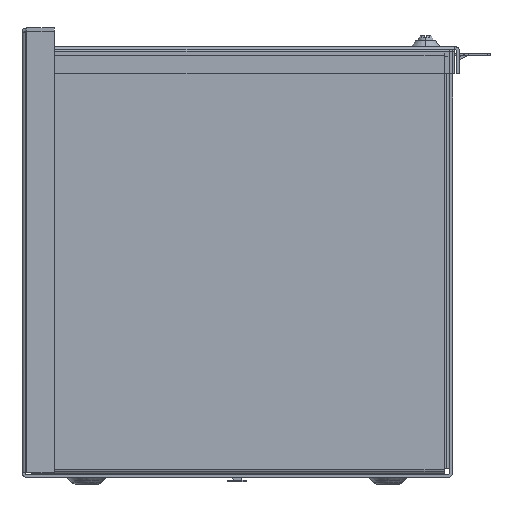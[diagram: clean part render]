
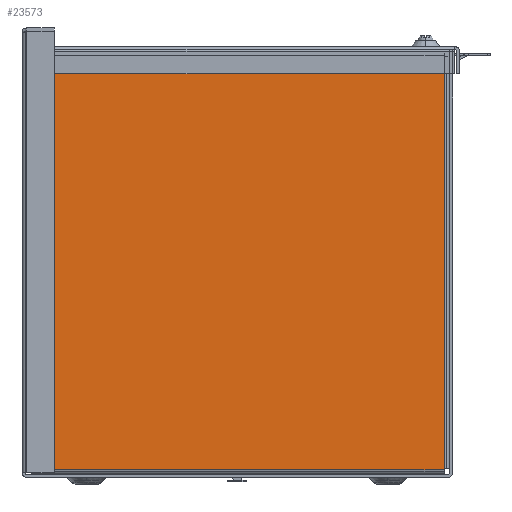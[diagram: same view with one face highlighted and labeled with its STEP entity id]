
A CAD part, left-side view. The second image highlights one B-rep face of the part: STEP entity #23573.
In plain terms, the highlighted planar face has unit normal (-1, 0, 0).
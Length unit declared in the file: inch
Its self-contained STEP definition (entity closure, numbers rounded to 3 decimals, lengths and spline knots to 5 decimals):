
#127 = FACE_OUTER_BOUND ( 'NONE', #30384, .T. ) ;
#268 = VECTOR ( 'NONE', #20956, 39.37008 ) ;
#627 = EDGE_CURVE ( 'NONE', #10033, #15590, #13980, .T. ) ;
#779 = EDGE_CURVE ( 'NONE', #31560, #10033, #25112, .T. ) ;
#817 = VECTOR ( 'NONE', #4825, 39.37008 ) ;
#1751 = LINE ( 'NONE', #30313, #2518 ) ;
#1843 = CARTESIAN_POINT ( 'NONE',  ( -24., -4.928, 0.197 ) ) ;
#2414 = CARTESIAN_POINT ( 'NONE',  ( -24., 4.8, 9.783 ) ) ;
#2518 = VECTOR ( 'NONE', #9561, 39.37008 ) ;
#2597 = ORIENTED_EDGE ( 'NONE', *, *, #27077, .T. ) ;
#2856 = CARTESIAN_POINT ( 'NONE',  ( -24., 4.783, 0.18 ) ) ;
#3293 = LINE ( 'NONE', #3641, #22005 ) ;
#3446 = CARTESIAN_POINT ( 'NONE',  ( -24., 4.8, 0.197 ) ) ;
#3508 = VERTEX_POINT ( 'NONE', #10764 ) ;
#3641 = CARTESIAN_POINT ( 'NONE',  ( -24., -4.803, 0.197 ) ) ;
#3987 = CARTESIAN_POINT ( 'NONE',  ( -24., 4.783, 9.783 ) ) ;
#4465 = DIRECTION ( 'NONE',  ( 0., 1., 0. ) ) ;
#4588 = ORIENTED_EDGE ( 'NONE', *, *, #28934, .T. ) ;
#4825 = DIRECTION ( 'NONE',  ( 0., 0., 1. ) ) ;
#4919 = ORIENTED_EDGE ( 'NONE', *, *, #23446, .T. ) ;
#5075 = CARTESIAN_POINT ( 'NONE',  ( -24., 4.783, 0.197 ) ) ;
#5576 = DIRECTION ( 'NONE',  ( 0., -1., 0. ) ) ;
#5978 = EDGE_CURVE ( 'NONE', #3508, #31560, #24600, .T. ) ;
#6285 = CARTESIAN_POINT ( 'NONE',  ( -24., 4.908, 0.18 ) ) ;
#6305 = EDGE_CURVE ( 'NONE', #14431, #16078, #26718, .T. ) ;
#7092 = LINE ( 'NONE', #1843, #24148 ) ;
#7368 = LINE ( 'NONE', #27488, #9689 ) ;
#8334 = VECTOR ( 'NONE', #5576, 39.37008 ) ;
#8852 = VECTOR ( 'NONE', #22051, 39.37008 ) ;
#8892 = DIRECTION ( 'NONE',  ( 0., 0., -1. ) ) ;
#8988 = LINE ( 'NONE', #24360, #12946 ) ;
#9369 = CARTESIAN_POINT ( 'NONE',  ( -24., 4.908, 9.8 ) ) ;
#9470 = ORIENTED_EDGE ( 'NONE', *, *, #32768, .T. ) ;
#9561 = DIRECTION ( 'NONE',  ( 0., 0., 1. ) ) ;
#9689 = VECTOR ( 'NONE', #4465, 39.37008 ) ;
#9789 = VERTEX_POINT ( 'NONE', #18739 ) ;
#10033 = VERTEX_POINT ( 'NONE', #24599 ) ;
#10093 = EDGE_CURVE ( 'NONE', #22332, #9789, #1751, .T. ) ;
#10764 = CARTESIAN_POINT ( 'NONE',  ( -24., -4.803, 9.8 ) ) ;
#11209 = ORIENTED_EDGE ( 'NONE', *, *, #25372, .T. ) ;
#11254 = CARTESIAN_POINT ( 'NONE',  ( -24., -4.82, 0.197 ) ) ;
#11802 = DIRECTION ( 'NONE',  ( 0., 0., -1. ) ) ;
#12647 = VECTOR ( 'NONE', #19433, 39.37008 ) ;
#12655 = VERTEX_POINT ( 'NONE', #3446 ) ;
#12837 = CARTESIAN_POINT ( 'NONE',  ( -24., -4.803, 9.783 ) ) ;
#12946 = VECTOR ( 'NONE', #18624, 39.37008 ) ;
#13348 = DIRECTION ( 'NONE',  ( -1., 0., 0. ) ) ;
#13980 = LINE ( 'NONE', #24280, #268 ) ;
#14344 = VECTOR ( 'NONE', #11802, 39.37008 ) ;
#14431 = VERTEX_POINT ( 'NONE', #2856 ) ;
#15269 = EDGE_CURVE ( 'NONE', #20851, #3508, #23398, .T. ) ;
#15590 = VERTEX_POINT ( 'NONE', #2414 ) ;
#15861 = DIRECTION ( 'NONE',  ( 0., 0., -1. ) ) ;
#15895 = LINE ( 'NONE', #5075, #8334 ) ;
#15907 = ORIENTED_EDGE ( 'NONE', *, *, #15269, .T. ) ;
#16031 = CARTESIAN_POINT ( 'NONE',  ( -24., -4.803, 0.18 ) ) ;
#16078 = VERTEX_POINT ( 'NONE', #16031 ) ;
#16475 = DIRECTION ( 'NONE',  ( 0., 0., 1. ) ) ;
#16707 = ORIENTED_EDGE ( 'NONE', *, *, #627, .T. ) ;
#17371 = VERTEX_POINT ( 'NONE', #23341 ) ;
#17991 = CARTESIAN_POINT ( 'NONE',  ( -24., -4.803, 9.908 ) ) ;
#18086 = VECTOR ( 'NONE', #8892, 39.37008 ) ;
#18624 = DIRECTION ( 'NONE',  ( 0., 0., -1. ) ) ;
#18739 = CARTESIAN_POINT ( 'NONE',  ( -24., -4.82, 9.783 ) ) ;
#19433 = DIRECTION ( 'NONE',  ( 0., -1., 0. ) ) ;
#20434 = PLANE ( 'NONE',  #33255 ) ;
#20851 = VERTEX_POINT ( 'NONE', #12837 ) ;
#20956 = DIRECTION ( 'NONE',  ( 0., 1., 0. ) ) ;
#21527 = ORIENTED_EDGE ( 'NONE', *, *, #5978, .T. ) ;
#21586 = ORIENTED_EDGE ( 'NONE', *, *, #30428, .T. ) ;
#22005 = VECTOR ( 'NONE', #16475, 39.37008 ) ;
#22051 = DIRECTION ( 'NONE',  ( 0., 1., 0. ) ) ;
#22332 = VERTEX_POINT ( 'NONE', #11254 ) ;
#23341 = CARTESIAN_POINT ( 'NONE',  ( -24., 4.783, 0.197 ) ) ;
#23381 = CARTESIAN_POINT ( 'NONE',  ( -24., 4.783, 9.8 ) ) ;
#23398 = LINE ( 'NONE', #17991, #817 ) ;
#23446 = EDGE_CURVE ( 'NONE', #33092, #22332, #7092, .T. ) ;
#23573 = ADVANCED_FACE ( 'NONE', ( #127 ), #20434, .T. ) ;
#24148 = VECTOR ( 'NONE', #30238, 39.37008 ) ;
#24280 = CARTESIAN_POINT ( 'NONE',  ( -24., 4.908, 9.783 ) ) ;
#24360 = CARTESIAN_POINT ( 'NONE',  ( -24., 4.783, 0.072 ) ) ;
#24599 = CARTESIAN_POINT ( 'NONE',  ( -24., 4.783, 9.783 ) ) ;
#24600 = LINE ( 'NONE', #9369, #8852 ) ;
#24650 = LINE ( 'NONE', #29558, #14344 ) ;
#25112 = LINE ( 'NONE', #3987, #18086 ) ;
#25372 = EDGE_CURVE ( 'NONE', #16078, #33092, #3293, .T. ) ;
#26718 = LINE ( 'NONE', #6285, #12647 ) ;
#27077 = EDGE_CURVE ( 'NONE', #9789, #20851, #7368, .T. ) ;
#27221 = ORIENTED_EDGE ( 'NONE', *, *, #779, .T. ) ;
#27488 = CARTESIAN_POINT ( 'NONE',  ( -24., -4.803, 9.783 ) ) ;
#28934 = EDGE_CURVE ( 'NONE', #17371, #14431, #8988, .T. ) ;
#29558 = CARTESIAN_POINT ( 'NONE',  ( -24., 4.8, 9.908 ) ) ;
#29828 = CARTESIAN_POINT ( 'NONE',  ( -24., -4.803, 0.197 ) ) ;
#30238 = DIRECTION ( 'NONE',  ( 0., -1., 0. ) ) ;
#30313 = CARTESIAN_POINT ( 'NONE',  ( -24., -4.82, 9.908 ) ) ;
#30384 = EDGE_LOOP ( 'NONE', ( #32667, #2597, #15907, #21527, #27221, #16707, #9470, #21586, #4588, #30769, #11209, #4919 ) ) ;
#30428 = EDGE_CURVE ( 'NONE', #12655, #17371, #15895, .T. ) ;
#30734 = CARTESIAN_POINT ( 'NONE',  ( -24., 4.908, 9.908 ) ) ;
#30769 = ORIENTED_EDGE ( 'NONE', *, *, #6305, .T. ) ;
#31560 = VERTEX_POINT ( 'NONE', #23381 ) ;
#32667 = ORIENTED_EDGE ( 'NONE', *, *, #10093, .T. ) ;
#32768 = EDGE_CURVE ( 'NONE', #15590, #12655, #24650, .T. ) ;
#33092 = VERTEX_POINT ( 'NONE', #29828 ) ;
#33255 = AXIS2_PLACEMENT_3D ( 'NONE', #30734, #13348, #15861 ) ;
